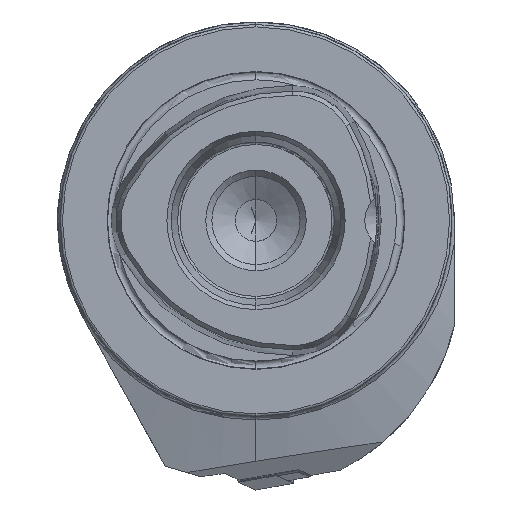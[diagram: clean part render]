
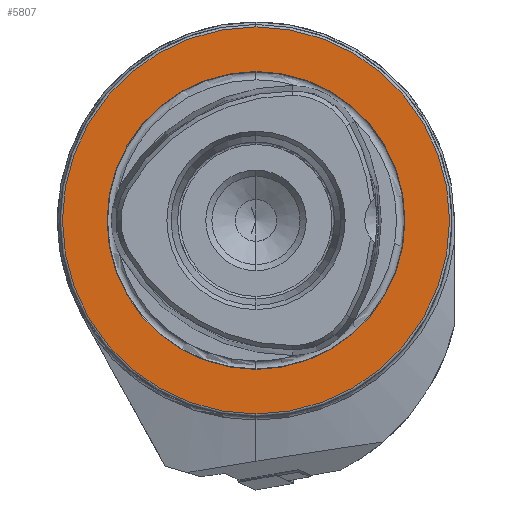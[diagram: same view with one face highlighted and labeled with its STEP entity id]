
A CAD part, left-side view. The second image highlights one B-rep face of the part: STEP entity #5807.
In plain terms, the highlighted planar face has unit normal (-1, 0, 0).
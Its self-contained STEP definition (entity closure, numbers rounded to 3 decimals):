
#254 = ORIENTED_EDGE ( 'NONE', *, *, #2353, .T. ) ;
#570 = CIRCLE ( 'NONE', #6216, 39.5 ) ;
#744 = CARTESIAN_POINT ( 'NONE',  ( 0., 30.4, 0. ) ) ;
#837 = FACE_OUTER_BOUND ( 'NONE', #1139, .T. ) ;
#1015 = DIRECTION ( 'NONE',  ( 0., 0., 1. ) ) ;
#1139 = EDGE_LOOP ( 'NONE', ( #254, #3543 ) ) ;
#1772 = VERTEX_POINT ( 'NONE', #16498 ) ;
#2353 = EDGE_CURVE ( 'NONE', #8148, #16121, #570, .T. ) ;
#2536 = CARTESIAN_POINT ( 'NONE',  ( 0., 0., 0. ) ) ;
#2946 = CIRCLE ( 'NONE', #11568, 39.5 ) ;
#2952 = DIRECTION ( 'NONE',  ( -1., 0., 0. ) ) ;
#3153 = ORIENTED_EDGE ( 'NONE', *, *, #8446, .F. ) ;
#3543 = ORIENTED_EDGE ( 'NONE', *, *, #5870, .T. ) ;
#3746 = DIRECTION ( 'NONE',  ( 0., 0., 1. ) ) ;
#3841 = CARTESIAN_POINT ( 'NONE',  ( 0., 0., 0. ) ) ;
#5069 = DIRECTION ( 'NONE',  ( 0., 0., 1. ) ) ;
#5567 = CIRCLE ( 'NONE', #7169, 30.4 ) ;
#5706 = EDGE_LOOP ( 'NONE', ( #3153, #9733 ) ) ;
#5735 = CARTESIAN_POINT ( 'NONE',  ( 0., 0., 39.5 ) ) ;
#5807 = ADVANCED_FACE ( 'NONE', ( #10301, #837 ), #14884, .F. ) ;
#5870 = EDGE_CURVE ( 'NONE', #16121, #8148, #2946, .T. ) ;
#6060 = VERTEX_POINT ( 'NONE', #11606 ) ;
#6216 = AXIS2_PLACEMENT_3D ( 'NONE', #10367, #2952, #11756 ) ;
#7011 = DIRECTION ( 'NONE',  ( 1., 0., 0. ) ) ;
#7169 = AXIS2_PLACEMENT_3D ( 'NONE', #3841, #12710, #5069 ) ;
#8148 = VERTEX_POINT ( 'NONE', #5735 ) ;
#8380 = DIRECTION ( 'NONE',  ( -1., 0., 0. ) ) ;
#8446 = EDGE_CURVE ( 'NONE', #6060, #1772, #5567, .T. ) ;
#8704 = CARTESIAN_POINT ( 'NONE',  ( 0., 0., -39.5 ) ) ;
#9733 = ORIENTED_EDGE ( 'NONE', *, *, #15078, .F. ) ;
#10301 = FACE_BOUND ( 'NONE', #5706, .T. ) ;
#10367 = CARTESIAN_POINT ( 'NONE',  ( 0., 0., 0. ) ) ;
#11262 = DIRECTION ( 'NONE',  ( -1., 0., 0. ) ) ;
#11568 = AXIS2_PLACEMENT_3D ( 'NONE', #16361, #8380, #1015 ) ;
#11591 = AXIS2_PLACEMENT_3D ( 'NONE', #744, #7011, #16234 ) ;
#11606 = CARTESIAN_POINT ( 'NONE',  ( 0., 0., 30.4 ) ) ;
#11756 = DIRECTION ( 'NONE',  ( 0., 0., 1. ) ) ;
#12710 = DIRECTION ( 'NONE',  ( -1., 0., 0. ) ) ;
#14884 = PLANE ( 'NONE',  #11591 ) ;
#15078 = EDGE_CURVE ( 'NONE', #1772, #6060, #15856, .T. ) ;
#15105 = AXIS2_PLACEMENT_3D ( 'NONE', #2536, #11262, #3746 ) ;
#15856 = CIRCLE ( 'NONE', #15105, 30.4 ) ;
#16121 = VERTEX_POINT ( 'NONE', #8704 ) ;
#16234 = DIRECTION ( 'NONE',  ( 0., 0., -1. ) ) ;
#16361 = CARTESIAN_POINT ( 'NONE',  ( 0., 0., 0. ) ) ;
#16498 = CARTESIAN_POINT ( 'NONE',  ( 0., 0., -30.4 ) ) ;
